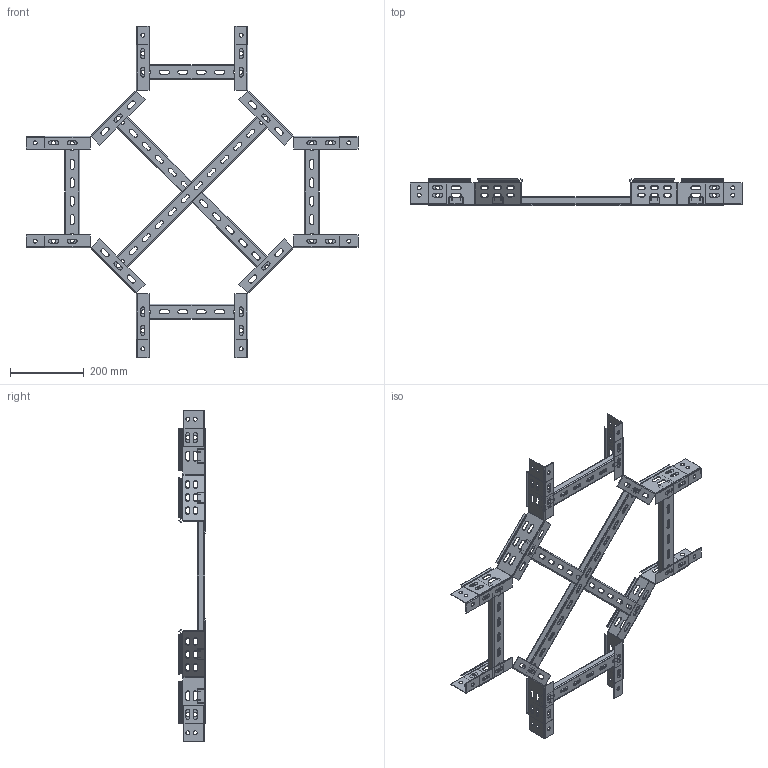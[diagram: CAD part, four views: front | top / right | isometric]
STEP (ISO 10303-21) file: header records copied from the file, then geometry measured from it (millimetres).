
FILE_DESCRIPTION (( 'STEP AP203' ), '1' );
FILE_NAME ('Õ-ïååêð¸ñòîê 300 ìì.STEP', '2025-05-20T13:20:33', ( '' ), ( '' ), 'SwSTEP 2.0', 'SolidWorks 2022', '' );
FILE_SCHEMA (( 'CONFIG_CONTROL_DESIGN' ));
Length unit declared in the file: millimetre
Products named in the file (6): С-профиль стальной 600мм; С-профиль стальной 300мм; С-профиль стальной 250мм; Х-пеекрёсток 300 мм; СтенкаХ-угла 50х300; Соединитель Н50
Assembly tree (19 placements, depth 2):
  Х-пеекрёсток 300 мм
    СтенкаХ-угла 50х300  x4
    С-профиль стальной 300мм  x4
    С-профиль стальной 600мм
    С-профиль стальной 250мм  x2
    Соединитель Н50  x8
Bounding box: 900.32 x 72.5 x 900.32 mm (x, y, z)
Volume: 811715.2 mm3; surface area: 967003.5 mm2
Topology: 19 solids, 19 shells, 1642 faces, 4108 edges, 2504 vertices
Faces by surface type: plane 936, cylinder 706
Entity records: 16324 total; most frequent: DIRECTION 2772, CARTESIAN_POINT 2588, ORIENTED_EDGE 2556, EDGE_CURVE 1278, AXIS2_PLACEMENT_3D 960, VECTOR 852, LINE 852, VERTEX_POINT 776
